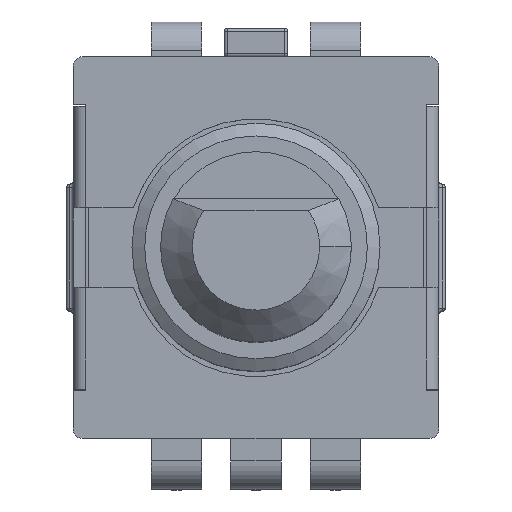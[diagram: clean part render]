
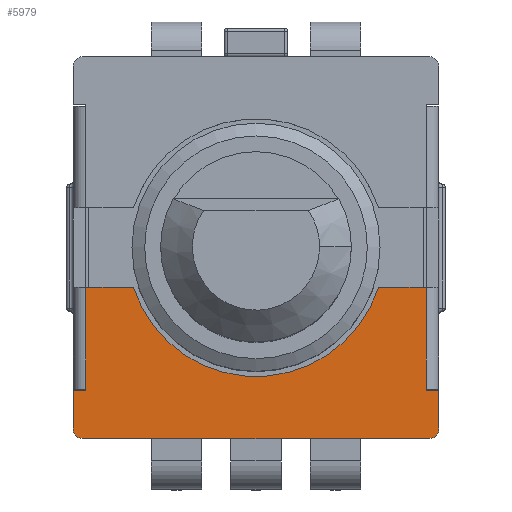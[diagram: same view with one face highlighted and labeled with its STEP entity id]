
A CAD part, top view. The second image highlights one B-rep face of the part: STEP entity #5979.
In plain terms, the highlighted planar face has unit normal (0, 0, 1).
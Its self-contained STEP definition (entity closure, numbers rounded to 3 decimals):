
#5118 = EDGE_CURVE('',#5119,#5121,#5123,.T.);
#5119 = VERTEX_POINT('',#5120);
#5120 = CARTESIAN_POINT('',(-5.35,-4.45,4.9));
#5121 = VERTEX_POINT('',#5122);
#5122 = CARTESIAN_POINT('',(-5.351,-4.45,4.9));
#5123 = LINE('',#5124,#5125);
#5124 = CARTESIAN_POINT('',(-5.35,-4.45,4.9));
#5125 = VECTOR('',#5126,1.);
#5126 = DIRECTION('',(-1.,0.,0.));
#5474 = EDGE_CURVE('',#5121,#5475,#5477,.T.);
#5475 = VERTEX_POINT('',#5476);
#5476 = CARTESIAN_POINT('',(-5.351,-1.25,4.9));
#5477 = LINE('',#5478,#5479);
#5478 = CARTESIAN_POINT('',(-5.351,-4.45,4.9));
#5479 = VECTOR('',#5480,1.);
#5480 = DIRECTION('',(0.,1.,0.));
#5979 = ADVANCED_FACE('',(#5980),#6097,.T.);
#5980 = FACE_BOUND('',#5981,.T.);
#5981 = EDGE_LOOP('',(#5982,#5990,#5991,#5992,#6000,#6008,#6016,#6025,
    #6033,#6042,#6050,#6058,#6066,#6074,#6082,#6090));
#5982 = ORIENTED_EDGE('',*,*,#5983,.T.);
#5983 = EDGE_CURVE('',#5984,#5475,#5986,.T.);
#5984 = VERTEX_POINT('',#5985);
#5985 = CARTESIAN_POINT('',(-3.852,-1.25,4.9));
#5986 = LINE('',#5987,#5988);
#5987 = CARTESIAN_POINT('',(-3.852,-1.25,4.9));
#5988 = VECTOR('',#5989,1.);
#5989 = DIRECTION('',(-1.,0.,0.));
#5990 = ORIENTED_EDGE('',*,*,#5474,.F.);
#5991 = ORIENTED_EDGE('',*,*,#5118,.F.);
#5992 = ORIENTED_EDGE('',*,*,#5993,.T.);
#5993 = EDGE_CURVE('',#5119,#5994,#5996,.T.);
#5994 = VERTEX_POINT('',#5995);
#5995 = CARTESIAN_POINT('',(-5.35,-4.5,4.9));
#5996 = LINE('',#5997,#5998);
#5997 = CARTESIAN_POINT('',(-5.35,4.5,4.9));
#5998 = VECTOR('',#5999,1.);
#5999 = DIRECTION('',(0.,-1.,0.));
#6000 = ORIENTED_EDGE('',*,*,#6001,.T.);
#6001 = EDGE_CURVE('',#5994,#6002,#6004,.T.);
#6002 = VERTEX_POINT('',#6003);
#6003 = CARTESIAN_POINT('',(-5.75,-4.5,4.9));
#6004 = LINE('',#6005,#6006);
#6005 = CARTESIAN_POINT('',(-5.35,-4.5,4.9));
#6006 = VECTOR('',#6007,1.);
#6007 = DIRECTION('',(-1.,0.,0.));
#6008 = ORIENTED_EDGE('',*,*,#6009,.T.);
#6009 = EDGE_CURVE('',#6002,#6010,#6012,.T.);
#6010 = VERTEX_POINT('',#6011);
#6011 = CARTESIAN_POINT('',(-5.75,-5.7,4.9));
#6012 = LINE('',#6013,#6014);
#6013 = CARTESIAN_POINT('',(-5.75,-4.5,4.9));
#6014 = VECTOR('',#6015,1.);
#6015 = DIRECTION('',(0.,-1.,0.));
#6016 = ORIENTED_EDGE('',*,*,#6017,.T.);
#6017 = EDGE_CURVE('',#6010,#6018,#6020,.T.);
#6018 = VERTEX_POINT('',#6019);
#6019 = CARTESIAN_POINT('',(-5.45,-6.,4.9));
#6020 = CIRCLE('',#6021,0.3);
#6021 = AXIS2_PLACEMENT_3D('',#6022,#6023,#6024);
#6022 = CARTESIAN_POINT('',(-5.45,-5.7,4.9));
#6023 = DIRECTION('',(-0.,0.,1.));
#6024 = DIRECTION('',(0.,-1.,0.));
#6025 = ORIENTED_EDGE('',*,*,#6026,.T.);
#6026 = EDGE_CURVE('',#6018,#6027,#6029,.T.);
#6027 = VERTEX_POINT('',#6028);
#6028 = CARTESIAN_POINT('',(5.45,-6.,4.9));
#6029 = LINE('',#6030,#6031);
#6030 = CARTESIAN_POINT('',(-5.75,-6.,4.9));
#6031 = VECTOR('',#6032,1.);
#6032 = DIRECTION('',(1.,0.,0.));
#6033 = ORIENTED_EDGE('',*,*,#6034,.T.);
#6034 = EDGE_CURVE('',#6027,#6035,#6037,.T.);
#6035 = VERTEX_POINT('',#6036);
#6036 = CARTESIAN_POINT('',(5.75,-5.7,4.9));
#6037 = CIRCLE('',#6038,0.3);
#6038 = AXIS2_PLACEMENT_3D('',#6039,#6040,#6041);
#6039 = CARTESIAN_POINT('',(5.45,-5.7,4.9));
#6040 = DIRECTION('',(-0.,0.,1.));
#6041 = DIRECTION('',(0.,-1.,0.));
#6042 = ORIENTED_EDGE('',*,*,#6043,.T.);
#6043 = EDGE_CURVE('',#6035,#6044,#6046,.T.);
#6044 = VERTEX_POINT('',#6045);
#6045 = CARTESIAN_POINT('',(5.75,-4.5,4.9));
#6046 = LINE('',#6047,#6048);
#6047 = CARTESIAN_POINT('',(5.75,-6.,4.9));
#6048 = VECTOR('',#6049,1.);
#6049 = DIRECTION('',(0.,1.,0.));
#6050 = ORIENTED_EDGE('',*,*,#6051,.F.);
#6051 = EDGE_CURVE('',#6052,#6044,#6054,.T.);
#6052 = VERTEX_POINT('',#6053);
#6053 = CARTESIAN_POINT('',(5.35,-4.5,4.9));
#6054 = LINE('',#6055,#6056);
#6055 = CARTESIAN_POINT('',(5.35,-4.5,4.9));
#6056 = VECTOR('',#6057,1.);
#6057 = DIRECTION('',(1.,0.,0.));
#6058 = ORIENTED_EDGE('',*,*,#6059,.F.);
#6059 = EDGE_CURVE('',#6060,#6052,#6062,.T.);
#6060 = VERTEX_POINT('',#6061);
#6061 = CARTESIAN_POINT('',(5.35,-4.45,4.9));
#6062 = LINE('',#6063,#6064);
#6063 = CARTESIAN_POINT('',(5.35,4.5,4.9));
#6064 = VECTOR('',#6065,1.);
#6065 = DIRECTION('',(0.,-1.,0.));
#6066 = ORIENTED_EDGE('',*,*,#6067,.T.);
#6067 = EDGE_CURVE('',#6060,#6068,#6070,.T.);
#6068 = VERTEX_POINT('',#6069);
#6069 = CARTESIAN_POINT('',(5.351,-4.45,4.9));
#6070 = LINE('',#6071,#6072);
#6071 = CARTESIAN_POINT('',(5.35,-4.45,4.9));
#6072 = VECTOR('',#6073,1.);
#6073 = DIRECTION('',(1.,0.,0.));
#6074 = ORIENTED_EDGE('',*,*,#6075,.F.);
#6075 = EDGE_CURVE('',#6076,#6068,#6078,.T.);
#6076 = VERTEX_POINT('',#6077);
#6077 = CARTESIAN_POINT('',(5.351,-1.25,4.9));
#6078 = LINE('',#6079,#6080);
#6079 = CARTESIAN_POINT('',(5.351,4.45,4.9));
#6080 = VECTOR('',#6081,1.);
#6081 = DIRECTION('',(0.,-1.,0.));
#6082 = ORIENTED_EDGE('',*,*,#6083,.F.);
#6083 = EDGE_CURVE('',#6084,#6076,#6086,.T.);
#6084 = VERTEX_POINT('',#6085);
#6085 = CARTESIAN_POINT('',(3.852,-1.25,4.9));
#6086 = LINE('',#6087,#6088);
#6087 = CARTESIAN_POINT('',(5.25,-1.25,4.9));
#6088 = VECTOR('',#6089,1.);
#6089 = DIRECTION('',(1.,0.,0.));
#6090 = ORIENTED_EDGE('',*,*,#6091,.F.);
#6091 = EDGE_CURVE('',#5984,#6084,#6092,.T.);
#6092 = CIRCLE('',#6093,4.05);
#6093 = AXIS2_PLACEMENT_3D('',#6094,#6095,#6096);
#6094 = CARTESIAN_POINT('',(0.,0.,4.9));
#6095 = DIRECTION('',(0.,0.,1.));
#6096 = DIRECTION('',(1.,0.,0.));
#6097 = PLANE('',#6098);
#6098 = AXIS2_PLACEMENT_3D('',#6099,#6100,#6101);
#6099 = CARTESIAN_POINT('',(0.,0.,4.9));
#6100 = DIRECTION('',(0.,0.,1.));
#6101 = DIRECTION('',(1.,0.,0.));
